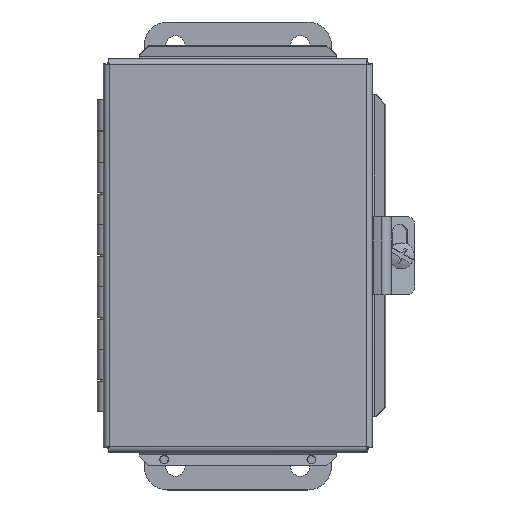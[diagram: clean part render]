
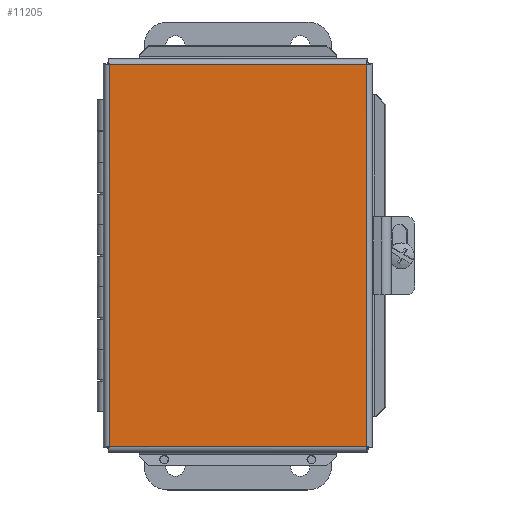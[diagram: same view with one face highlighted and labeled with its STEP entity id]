
A CAD part, top view. The second image highlights one B-rep face of the part: STEP entity #11205.
In plain terms, the highlighted face is planar.
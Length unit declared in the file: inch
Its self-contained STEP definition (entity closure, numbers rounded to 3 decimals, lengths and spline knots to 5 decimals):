
#10524=CARTESIAN_POINT('',(4.21675,0.09325,0.));
#10525=VERTEX_POINT('',#10524);
#10536=CARTESIAN_POINT('',(4.21675,6.21675,0.));
#10537=VERTEX_POINT('',#10536);
#10538=CARTESIAN_POINT('',(4.21675,6.21675,0.));
#10539=DIRECTION('',(0.0,-1.0,0.0));
#10540=VECTOR('',#10539,6.1235);
#10541=LINE('',#10538,#10540);
#10542=EDGE_CURVE('',#10537,#10525,#10541,.T.);
#10702=CARTESIAN_POINT('',(0.09325,0.09325,0.));
#10703=VERTEX_POINT('',#10702);
#10714=CARTESIAN_POINT('',(4.21675,0.09325,0.));
#10715=DIRECTION('',(-1.0,0.0,0.0));
#10716=VECTOR('',#10715,4.1235);
#10717=LINE('',#10714,#10716);
#10718=EDGE_CURVE('',#10525,#10703,#10717,.T.);
#10871=CARTESIAN_POINT('',(0.09325,6.21675,0.));
#10872=VERTEX_POINT('',#10871);
#10883=CARTESIAN_POINT('',(0.09325,0.09325,0.));
#10884=DIRECTION('',(0.0,1.0,0.0));
#10885=VECTOR('',#10884,6.1235);
#10886=LINE('',#10883,#10885);
#10887=EDGE_CURVE('',#10703,#10872,#10886,.T.);
#11050=CARTESIAN_POINT('',(0.09325,6.21675,0.));
#11051=DIRECTION('',(1.0,0.0,0.0));
#11052=VECTOR('',#11051,4.1235);
#11053=LINE('',#11050,#11052);
#11054=EDGE_CURVE('',#10872,#10537,#11053,.T.);
#11194=CARTESIAN_POINT('',(2.155,3.155,0.));
#11195=DIRECTION('',(0.0,0.0,1.0));
#11196=DIRECTION('',(1.0,0.0,0.0));
#11197=AXIS2_PLACEMENT_3D('',#11194,#11195,#11196);
#11198=PLANE('',#11197);
#11199=ORIENTED_EDGE('',*,*,#10542,.T.);
#11200=ORIENTED_EDGE('',*,*,#10718,.T.);
#11201=ORIENTED_EDGE('',*,*,#10887,.T.);
#11202=ORIENTED_EDGE('',*,*,#11054,.T.);
#11203=EDGE_LOOP('',(#11199,#11200,#11201,#11202));
#11204=FACE_OUTER_BOUND('',#11203,.T.);
#11205=ADVANCED_FACE('',(#11204),#11198,.F.);
